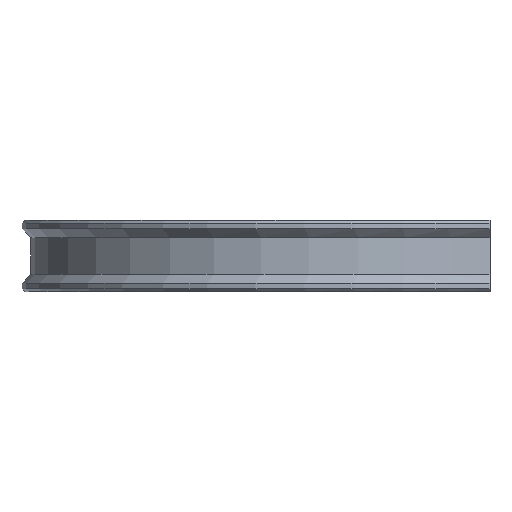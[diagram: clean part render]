
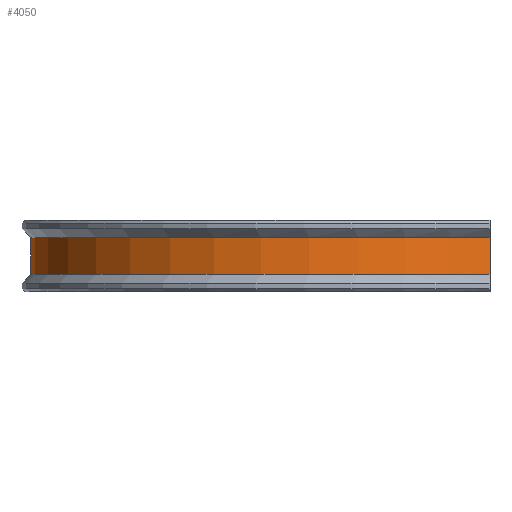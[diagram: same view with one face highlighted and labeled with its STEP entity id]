
A CAD part, left-side view. The second image highlights one B-rep face of the part: STEP entity #4050.
In plain terms, the highlighted cylindrical face has radius 47.492 mm (diameter 94.985 mm), a partial arc.
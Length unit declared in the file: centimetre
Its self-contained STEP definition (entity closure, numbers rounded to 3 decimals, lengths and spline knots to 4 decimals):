
#178=CIRCLE('',#4310,4.7493);
#179=CIRCLE('',#4312,4.7493);
#421=VECTOR('',#4543,1.);
#547=VECTOR('',#4702,1.);
#905=LINE('',#5424,#421);
#1031=LINE('',#5716,#547);
#1390=VERTEX_POINT('',#5423);
#1391=VERTEX_POINT('',#5425);
#1524=VERTEX_POINT('',#5715);
#1525=VERTEX_POINT('',#5717);
#1793=EDGE_CURVE('',#1391,#1390,#905,.T.);
#1941=EDGE_CURVE('',#1525,#1524,#1031,.T.);
#2137=EDGE_CURVE('',#1524,#1391,#178,.T.);
#2138=EDGE_CURVE('',#1525,#1390,#179,.T.);
#3068=ORIENTED_EDGE('',*,*,#1793,.T.);
#3069=ORIENTED_EDGE('',*,*,#2138,.F.);
#3070=ORIENTED_EDGE('',*,*,#1941,.T.);
#3071=ORIENTED_EDGE('',*,*,#2137,.T.);
#3577=EDGE_LOOP('',(#3068,#3069,#3070,#3071));
#3830=FACE_BOUND('',#3577,.T.);
#4050=ADVANCED_FACE('',(#3830),#6395,.T.);
#4310=AXIS2_PLACEMENT_3D('',#6126,#5016,#5017);
#4311=AXIS2_PLACEMENT_3D('',#6127,#5018,#5019);
#4312=AXIS2_PLACEMENT_3D('',#6128,#5020,#5021);
#4543=DIRECTION('',(0.,0.,1.));
#4702=DIRECTION('',(0.,0.,-1.));
#5016=DIRECTION('',(0.,0.,1.));
#5017=DIRECTION('',(0.,4.749,0.));
#5018=DIRECTION('',(0.,0.,1.));
#5019=DIRECTION('',(0.,4.749,0.));
#5020=DIRECTION('',(0.,0.,1.));
#5021=DIRECTION('',(0.,4.749,0.));
#5423=CARTESIAN_POINT('',(-3.6818,-3.,0.31));
#5424=CARTESIAN_POINT('',(-3.6818,-3.,0.));
#5425=CARTESIAN_POINT('',(-3.6818,-3.,-0.31));
#5715=CARTESIAN_POINT('',(3.6818,-3.,-0.31));
#5716=CARTESIAN_POINT('',(3.6818,-3.,0.));
#5717=CARTESIAN_POINT('',(3.6818,-3.,0.31));
#6126=CARTESIAN_POINT('',(0.,0.,-0.31));
#6127=CARTESIAN_POINT('',(0.,0.,0.));
#6128=CARTESIAN_POINT('',(0.,0.,0.31));
#6395=CYLINDRICAL_SURFACE('',#4311,4.7493);
